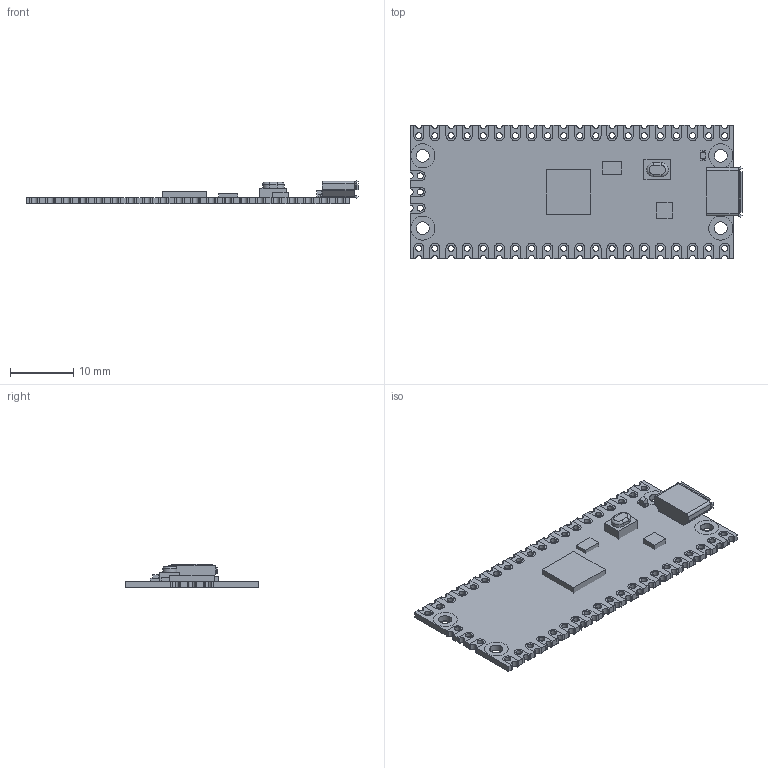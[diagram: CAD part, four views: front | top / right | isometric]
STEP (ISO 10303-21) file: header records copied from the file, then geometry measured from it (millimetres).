
FILE_DESCRIPTION(('FreeCAD Model'),'2;1');
FILE_NAME('Open CASCADE Shape Model','2022-04-09T17:02:49',( 'kicad StepUp'),('ksu MCAD'),'Open CASCADE STEP processor 7.5', 'FreeCAD','Unknown');
FILE_SCHEMA(('AUTOMOTIVE_DESIGN { 1 0 10303 214 1 1 1 1 }'));
Length unit declared in the file: millimetre
Products named in the file (1): PICO_KiCAD_cp
Bounding box: 52.37 x 21.06 x 3.77 mm (x, y, z)
Volume: 2210.4 mm3; surface area: 5970.8 mm2
Topology: 59 solids, 59 shells, 985 faces, 2584 edges, 1720 vertices
Faces by surface type: plane 502, cylinder 481, torus 2
Full cylindrical faces by diameter (mm): 0.96 x43, 1 x86, 2 x4, 2.1 x8, 3.8 x4
Entity records: 38590 total; most frequent: DIRECTION 5504, CARTESIAN_POINT 5394, ORIENTED_EDGE 5168, EDGE_CURVE 2584, AXIS2_PLACEMENT_3D 1942, VERTEX_POINT 1720, LINE 1620, VECTOR 1620
